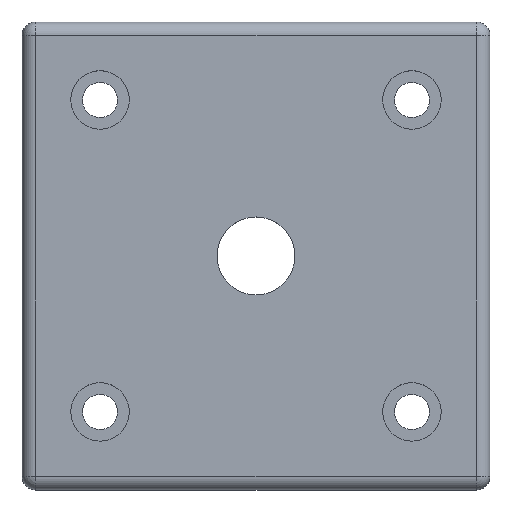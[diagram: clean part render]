
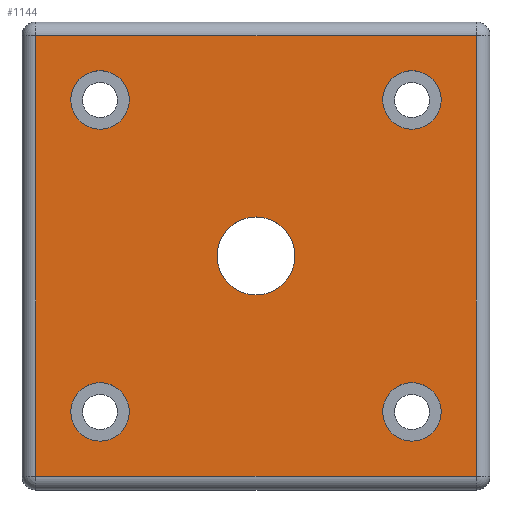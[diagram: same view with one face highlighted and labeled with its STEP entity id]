
A CAD part, top view. The second image highlights one B-rep face of the part: STEP entity #1144.
In plain terms, the highlighted planar face has unit normal (0, 0, 1).
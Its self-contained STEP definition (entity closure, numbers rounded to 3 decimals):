
#130=CARTESIAN_POINT('',(-10.0,0.0,15.0));
#131=VERTEX_POINT('',#130);
#140=CARTESIAN_POINT('',(10.0,0.,15.0));
#141=VERTEX_POINT('',#140);
#142=CARTESIAN_POINT('',(0.0,0.0,15.0));
#143=DIRECTION('',(0.0,0.0,-1.0));
#144=DIRECTION('',(-1.0,0.0,0.0));
#145=AXIS2_PLACEMENT_3D('',#142,#143,#144);
#146=CIRCLE('',#145,10.0);
#147=EDGE_CURVE('',#141,#131,#146,.T.);
#214=CARTESIAN_POINT('',(-47.5,-40.0,15.0));
#215=VERTEX_POINT('',#214);
#224=CARTESIAN_POINT('',(-32.5,-40.0,15.0));
#225=VERTEX_POINT('',#224);
#226=CARTESIAN_POINT('',(-40.0,-40.0,15.0));
#227=DIRECTION('',(0.0,0.0,-1.0));
#228=DIRECTION('',(-1.0,0.0,0.0));
#229=AXIS2_PLACEMENT_3D('',#226,#227,#228);
#230=CIRCLE('',#229,7.5);
#231=EDGE_CURVE('',#225,#215,#230,.T.);
#298=CARTESIAN_POINT('',(-47.5,40.0,15.0));
#299=VERTEX_POINT('',#298);
#308=CARTESIAN_POINT('',(-32.5,40.0,15.0));
#309=VERTEX_POINT('',#308);
#310=CARTESIAN_POINT('',(-40.0,40.0,15.0));
#311=DIRECTION('',(0.0,0.0,-1.0));
#312=DIRECTION('',(-1.0,0.0,0.0));
#313=AXIS2_PLACEMENT_3D('',#310,#311,#312);
#314=CIRCLE('',#313,7.5);
#315=EDGE_CURVE('',#309,#299,#314,.T.);
#382=CARTESIAN_POINT('',(32.5,-40.0,15.0));
#383=VERTEX_POINT('',#382);
#392=CARTESIAN_POINT('',(47.5,-40.0,15.0));
#393=VERTEX_POINT('',#392);
#394=CARTESIAN_POINT('',(40.0,-40.0,15.0));
#395=DIRECTION('',(0.0,0.0,-1.0));
#396=DIRECTION('',(-1.0,0.0,0.0));
#397=AXIS2_PLACEMENT_3D('',#394,#395,#396);
#398=CIRCLE('',#397,7.5);
#399=EDGE_CURVE('',#393,#383,#398,.T.);
#466=CARTESIAN_POINT('',(32.5,40.0,15.0));
#467=VERTEX_POINT('',#466);
#476=CARTESIAN_POINT('',(47.5,40.0,15.0));
#477=VERTEX_POINT('',#476);
#478=CARTESIAN_POINT('',(40.0,40.0,15.0));
#479=DIRECTION('',(0.0,0.0,-1.0));
#480=DIRECTION('',(-1.0,0.0,0.0));
#481=AXIS2_PLACEMENT_3D('',#478,#479,#480);
#482=CIRCLE('',#481,7.5);
#483=EDGE_CURVE('',#477,#467,#482,.T.);
#519=CARTESIAN_POINT('',(56.5,56.5,15.0));
#520=VERTEX_POINT('',#519);
#545=CARTESIAN_POINT('',(56.5,-56.5,15.0));
#546=VERTEX_POINT('',#545);
#618=CARTESIAN_POINT('',(56.5,56.5,15.0));
#619=DIRECTION('',(0.0,-1.0,0.0));
#620=VECTOR('',#619,113.0);
#621=LINE('',#618,#620);
#622=EDGE_CURVE('',#520,#546,#621,.T.);
#693=CARTESIAN_POINT('',(40.0,40.0,15.0));
#694=DIRECTION('',(0.0,0.0,-1.0));
#695=DIRECTION('',(-1.0,0.0,0.0));
#696=AXIS2_PLACEMENT_3D('',#693,#694,#695);
#697=CIRCLE('',#696,7.5);
#698=EDGE_CURVE('',#467,#477,#697,.T.);
#755=CARTESIAN_POINT('',(40.0,-40.0,15.0));
#756=DIRECTION('',(0.0,0.0,-1.0));
#757=DIRECTION('',(-1.0,0.0,0.0));
#758=AXIS2_PLACEMENT_3D('',#755,#756,#757);
#759=CIRCLE('',#758,7.5);
#760=EDGE_CURVE('',#383,#393,#759,.T.);
#816=CARTESIAN_POINT('',(-56.5,56.5,15.0));
#817=VERTEX_POINT('',#816);
#840=CARTESIAN_POINT('',(-56.5,-56.5,15.0));
#841=VERTEX_POINT('',#840);
#915=CARTESIAN_POINT('',(-56.5,-56.5,15.0));
#916=DIRECTION('',(0.0,1.0,0.0));
#917=VECTOR('',#916,113.0);
#918=LINE('',#915,#917);
#919=EDGE_CURVE('',#841,#817,#918,.T.);
#1007=CARTESIAN_POINT('',(-40.0,40.0,15.0));
#1008=DIRECTION('',(0.0,0.0,-1.0));
#1009=DIRECTION('',(-1.0,0.0,0.0));
#1010=AXIS2_PLACEMENT_3D('',#1007,#1008,#1009);
#1011=CIRCLE('',#1010,7.5);
#1012=EDGE_CURVE('',#299,#309,#1011,.T.);
#1069=CARTESIAN_POINT('',(-40.0,-40.0,15.0));
#1070=DIRECTION('',(0.0,0.0,-1.0));
#1071=DIRECTION('',(-1.0,0.0,0.0));
#1072=AXIS2_PLACEMENT_3D('',#1069,#1070,#1071);
#1073=CIRCLE('',#1072,7.5);
#1074=EDGE_CURVE('',#215,#225,#1073,.T.);
#1097=CARTESIAN_POINT('',(-40.0,60.0,15.0));
#1098=DIRECTION('',(0.0,0.0,-1.0));
#1099=DIRECTION('',(-1.0,0.0,0.0));
#1100=AXIS2_PLACEMENT_3D('',#1097,#1098,#1099);
#1101=PLANE('',#1100);
#1102=CARTESIAN_POINT('',(-56.5,56.5,15.0));
#1103=DIRECTION('',(1.0,0.0,0.0));
#1104=VECTOR('',#1103,113.0);
#1105=LINE('',#1102,#1104);
#1106=EDGE_CURVE('',#817,#520,#1105,.T.);
#1107=ORIENTED_EDGE('',*,*,#1106,.F.);
#1108=ORIENTED_EDGE('',*,*,#919,.F.);
#1109=CARTESIAN_POINT('',(56.5,-56.5,15.0));
#1110=DIRECTION('',(-1.0,0.0,0.0));
#1111=VECTOR('',#1110,113.0);
#1112=LINE('',#1109,#1111);
#1113=EDGE_CURVE('',#546,#841,#1112,.T.);
#1114=ORIENTED_EDGE('',*,*,#1113,.F.);
#1115=ORIENTED_EDGE('',*,*,#622,.F.);
#1116=EDGE_LOOP('',(#1107,#1108,#1114,#1115));
#1117=FACE_OUTER_BOUND('',#1116,.T.);
#1118=ORIENTED_EDGE('',*,*,#760,.T.);
#1119=ORIENTED_EDGE('',*,*,#399,.T.);
#1120=EDGE_LOOP('',(#1118,#1119));
#1121=FACE_BOUND('',#1120,.T.);
#1122=ORIENTED_EDGE('',*,*,#698,.T.);
#1123=ORIENTED_EDGE('',*,*,#483,.T.);
#1124=EDGE_LOOP('',(#1122,#1123));
#1125=FACE_BOUND('',#1124,.T.);
#1126=ORIENTED_EDGE('',*,*,#1074,.T.);
#1127=ORIENTED_EDGE('',*,*,#231,.T.);
#1128=EDGE_LOOP('',(#1126,#1127));
#1129=FACE_BOUND('',#1128,.T.);
#1130=ORIENTED_EDGE('',*,*,#1012,.T.);
#1131=ORIENTED_EDGE('',*,*,#315,.T.);
#1132=EDGE_LOOP('',(#1130,#1131));
#1133=FACE_BOUND('',#1132,.T.);
#1134=CARTESIAN_POINT('',(0.0,0.0,15.0));
#1135=DIRECTION('',(0.0,0.0,-1.0));
#1136=DIRECTION('',(-1.0,0.0,0.0));
#1137=AXIS2_PLACEMENT_3D('',#1134,#1135,#1136);
#1138=CIRCLE('',#1137,10.0);
#1139=EDGE_CURVE('',#131,#141,#1138,.T.);
#1140=ORIENTED_EDGE('',*,*,#1139,.T.);
#1141=ORIENTED_EDGE('',*,*,#147,.T.);
#1142=EDGE_LOOP('',(#1140,#1141));
#1143=FACE_BOUND('',#1142,.T.);
#1144=ADVANCED_FACE('',(#1117,#1121,#1125,#1129,#1133,#1143),#1101,.F.);
